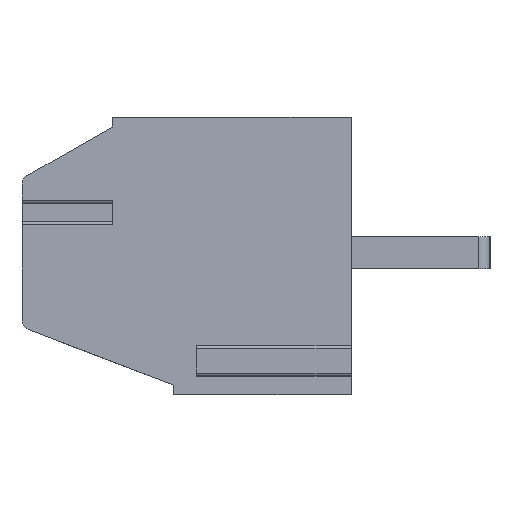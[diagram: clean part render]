
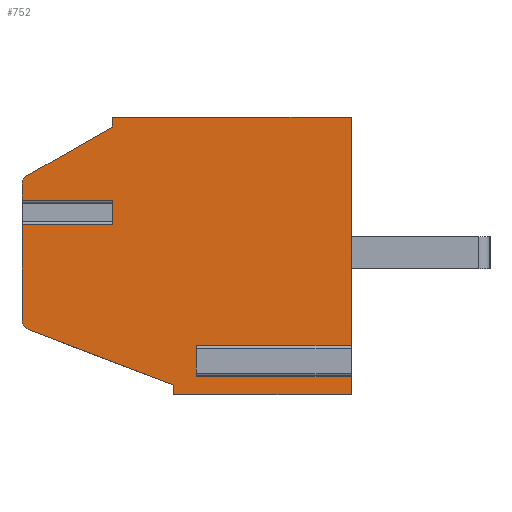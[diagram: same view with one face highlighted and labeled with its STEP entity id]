
A CAD part, left-side view. The second image highlights one B-rep face of the part: STEP entity #752.
In plain terms, the highlighted planar face has unit normal (-1, 0, 0).
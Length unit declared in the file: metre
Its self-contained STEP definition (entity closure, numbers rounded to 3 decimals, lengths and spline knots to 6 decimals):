
#752=ADVANCED_FACE('',(#1643),#1644,.T.);
#1643=FACE_OUTER_BOUND('',#2674,.T.);
#1644=PLANE('',#2675);
#2674=EDGE_LOOP('',(#5000,#5001,#5002,#5003,#5004,#5005,#5006,#5007,#5008,#5009,#5010,#5011,#5012,#5013,#5014,#5015,#5016,#5017));
#2675=AXIS2_PLACEMENT_3D('',#5018,#5019,#5020);
#5000=ORIENTED_EDGE('',*,*,#6737,.T.);
#5001=ORIENTED_EDGE('',*,*,#6583,.T.);
#5002=ORIENTED_EDGE('',*,*,#6953,.T.);
#5003=ORIENTED_EDGE('',*,*,#7072,.T.);
#5004=ORIENTED_EDGE('',*,*,#6270,.T.);
#5005=ORIENTED_EDGE('',*,*,#6987,.F.);
#5006=ORIENTED_EDGE('',*,*,#7073,.F.);
#5007=ORIENTED_EDGE('',*,*,#7074,.F.);
#5008=ORIENTED_EDGE('',*,*,#6434,.T.);
#5009=ORIENTED_EDGE('',*,*,#6981,.F.);
#5010=ORIENTED_EDGE('',*,*,#6758,.T.);
#5011=ORIENTED_EDGE('',*,*,#7075,.T.);
#5012=ORIENTED_EDGE('',*,*,#6333,.T.);
#5013=ORIENTED_EDGE('',*,*,#6801,.T.);
#5014=ORIENTED_EDGE('',*,*,#6743,.T.);
#5015=ORIENTED_EDGE('',*,*,#6942,.T.);
#5016=ORIENTED_EDGE('',*,*,#6888,.F.);
#5017=ORIENTED_EDGE('',*,*,#7076,.T.);
#5018=CARTESIAN_POINT('',(0.0,0.0099,-0.002078));
#5019=DIRECTION('',(-1.0,0.,0.0));
#5020=DIRECTION('',(0.0,0.0,1.0));
#6270=EDGE_CURVE('',#7576,#7580,#7582,.T.);
#6333=EDGE_CURVE('',#7687,#7692,#7694,.T.);
#6434=EDGE_CURVE('',#7863,#7864,#7865,.T.);
#6583=EDGE_CURVE('',#8101,#8099,#8102,.T.);
#6737=EDGE_CURVE('',#8344,#8101,#8345,.T.);
#6743=EDGE_CURVE('',#8355,#8353,#8356,.T.);
#6758=EDGE_CURVE('',#8374,#8378,#8380,.T.);
#6801=EDGE_CURVE('',#7692,#8355,#8442,.T.);
#6888=EDGE_CURVE('',#8560,#8562,#8563,.T.);
#6942=EDGE_CURVE('',#8353,#8562,#8639,.T.);
#6953=EDGE_CURVE('',#8099,#8651,#8653,.T.);
#6981=EDGE_CURVE('',#8374,#7864,#8695,.T.);
#6987=EDGE_CURVE('',#8703,#7580,#8705,.T.);
#7072=EDGE_CURVE('',#8651,#7576,#8814,.T.);
#7073=EDGE_CURVE('',#8815,#8703,#8816,.T.);
#7074=EDGE_CURVE('',#7863,#8815,#8817,.T.);
#7075=EDGE_CURVE('',#8378,#7687,#8818,.T.);
#7076=EDGE_CURVE('',#8560,#8344,#8819,.T.);
#7576=VERTEX_POINT('',#9460);
#7580=VERTEX_POINT('',#9465);
#7582=CIRCLE('',#9468,0.0003);
#7687=VERTEX_POINT('',#9617);
#7692=VERTEX_POINT('',#9624);
#7694=LINE('',#9627,#9628);
#7863=VERTEX_POINT('',#9886);
#7864=VERTEX_POINT('',#9887);
#7865=LINE('',#9888,#9889);
#8099=VERTEX_POINT('',#10223);
#8101=VERTEX_POINT('',#10226);
#8102=LINE('',#10227,#10228);
#8344=VERTEX_POINT('',#10587);
#8345=LINE('',#10588,#10589);
#8353=VERTEX_POINT('',#10599);
#8355=VERTEX_POINT('',#10601);
#8356=LINE('',#10602,#10603);
#8374=VERTEX_POINT('',#10631);
#8378=VERTEX_POINT('',#10636);
#8380=CIRCLE('',#10639,0.0003);
#8442=LINE('',#10733,#10734);
#8560=VERTEX_POINT('',#10906);
#8562=VERTEX_POINT('',#10908);
#8563=LINE('',#10909,#10910);
#8639=LINE('',#11016,#11017);
#8651=VERTEX_POINT('',#11035);
#8653=LINE('',#11038,#11039);
#8695=LINE('',#11093,#11094);
#8703=VERTEX_POINT('',#11105);
#8705=LINE('',#11107,#11108);
#8814=LINE('',#11264,#11265);
#8815=VERTEX_POINT('',#11266);
#8816=LINE('',#11267,#11268);
#8817=LINE('',#11269,#11270);
#8818=LINE('',#11271,#11272);
#8819=LINE('',#11273,#11274);
#9460=CARTESIAN_POINT('',(0.0,0.010049,-0.001818));
#9465=CARTESIAN_POINT('',(0.0,0.0102,-0.002078));
#9468=AXIS2_PLACEMENT_3D('',#11758,#11759,#11760);
#9617=CARTESIAN_POINT('',(0.0,0.0055,-0.0083));
#9624=CARTESIAN_POINT('',(0.0,0.0055,-0.0086));
#9627=CARTESIAN_POINT('',(0.0,0.0055,-0.0086));
#9628=VECTOR('',#11820,1.0);
#9886=CARTESIAN_POINT('',(0.,0.0074,-0.003327));
#9887=CARTESIAN_POINT('',(0.,0.0102,-0.003327));
#9888=CARTESIAN_POINT('',(0.,-0.004301,-0.003327));
#9889=VECTOR('',#11923,1.0);
#10223=CARTESIAN_POINT('',(0.0,0.0074,0.0));
#10226=CARTESIAN_POINT('',(0.0,0.0,0.0));
#10227=CARTESIAN_POINT('',(0.0,0.0074,0.0));
#10228=VECTOR('',#12073,1.0);
#10587=CARTESIAN_POINT('',(0.0,0.0,-0.007173));
#10588=CARTESIAN_POINT('',(0.0,0.0,0.0));
#10589=VECTOR('',#12227,1.0);
#10599=CARTESIAN_POINT('',(0.0,0.0,-0.007927));
#10601=CARTESIAN_POINT('',(0.0,0.0,-0.0086));
#10602=CARTESIAN_POINT('',(0.0,0.0,0.0));
#10603=VECTOR('',#12239,1.0);
#10631=CARTESIAN_POINT('',(0.0,0.0102,-0.006298));
#10636=CARTESIAN_POINT('',(0.0,0.010007,-0.006578));
#10639=AXIS2_PLACEMENT_3D('',#12255,#12256,#12257);
#10733=CARTESIAN_POINT('',(0.0,0.0,-0.0086));
#10734=VECTOR('',#12299,1.0);
#10906=CARTESIAN_POINT('',(0.0,0.0048,-0.007173));
#10908=CARTESIAN_POINT('',(0.,0.0048,-0.007927));
#10909=CARTESIAN_POINT('',(0.0,0.0048,-0.007754));
#10910=VECTOR('',#12381,1.0);
#11016=CARTESIAN_POINT('',(0.0,0.0048,-0.007927));
#11017=VECTOR('',#12436,1.0);
#11035=CARTESIAN_POINT('',(0.0,0.0074,-0.000304));
#11038=CARTESIAN_POINT('',(0.0,0.0074,-0.000304));
#11039=VECTOR('',#12444,1.0);
#11093=CARTESIAN_POINT('',(0.0,0.0102,-0.006298));
#11094=VECTOR('',#12484,1.0);
#11105=CARTESIAN_POINT('',(0.,0.0102,-0.002573));
#11107=CARTESIAN_POINT('',(0.0,0.0102,-0.006298));
#11108=VECTOR('',#12494,1.0);
#11264=CARTESIAN_POINT('',(0.0,0.010049,-0.001818));
#11265=VECTOR('',#12566,1.0);
#11266=CARTESIAN_POINT('',(0.,0.0074,-0.002573));
#11267=CARTESIAN_POINT('',(0.,-0.004301,-0.002573));
#11268=VECTOR('',#12567,1.0);
#11269=CARTESIAN_POINT('',(0.0,0.0074,-0.006298));
#11270=VECTOR('',#12568,1.0);
#11271=CARTESIAN_POINT('',(0.0,0.0055,-0.0083));
#11272=VECTOR('',#12569,1.0);
#11273=CARTESIAN_POINT('',(0.0,0.0,-0.007173));
#11274=VECTOR('',#12570,1.0);
#11758=CARTESIAN_POINT('',(0.0,0.0099,-0.002078));
#11759=DIRECTION('',(-1.0,0.,0.0));
#11760=DIRECTION('',(0.0,0.0,1.0));
#11820=DIRECTION('',(0.0,0.0,-1.0));
#11923=DIRECTION('',(0.0,1.0,0.0));
#12073=DIRECTION('',(0.0,1.0,0.0));
#12227=DIRECTION('',(0.0,0.0,1.0));
#12239=DIRECTION('',(0.0,0.0,1.0));
#12255=CARTESIAN_POINT('',(0.0,0.0099,-0.006298));
#12256=DIRECTION('',(-1.0,0.,0.0));
#12257=DIRECTION('',(0.0,0.0,1.0));
#12299=DIRECTION('',(0.0,-1.0,0.));
#12381=DIRECTION('',(0.0,0.0,-1.0));
#12436=DIRECTION('',(0.0,1.0,0.0));
#12444=DIRECTION('',(0.0,0.0,-1.0));
#12484=DIRECTION('',(0.0,0.0,1.0));
#12494=DIRECTION('',(0.0,0.0,1.0));
#12566=DIRECTION('',(0.0,0.868,-0.496));
#12567=DIRECTION('',(0.0,1.0,0.0));
#12568=DIRECTION('',(0.0,0.0,1.0));
#12569=DIRECTION('',(0.0,-0.934,-0.357));
#12570=DIRECTION('',(0.0,-1.0,0.0));
